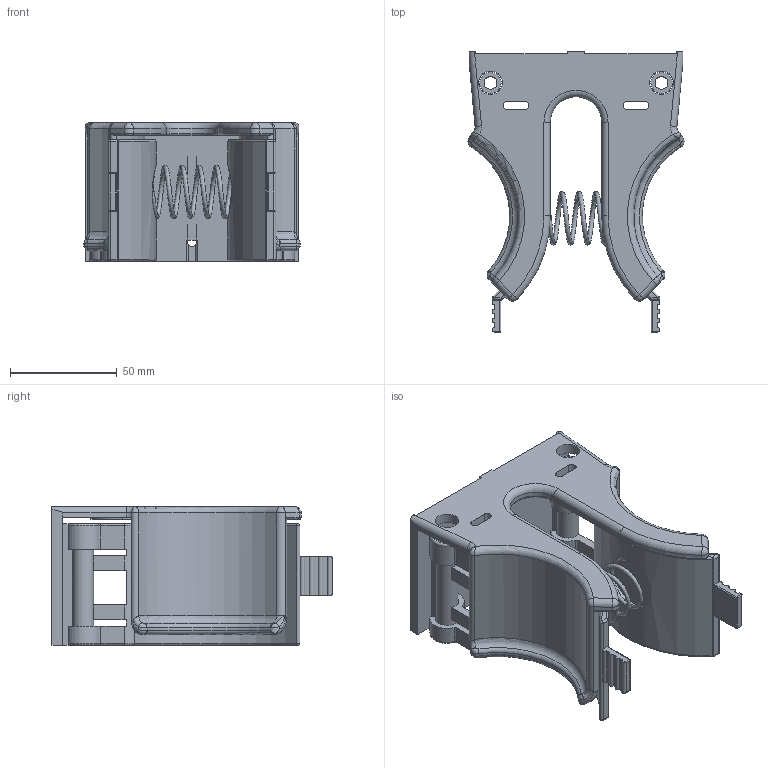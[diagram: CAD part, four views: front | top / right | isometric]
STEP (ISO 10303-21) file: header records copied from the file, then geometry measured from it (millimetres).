
FILE_DESCRIPTION(/* description */ ('Unknown'),/* implementation_level */ '2;1');
FILE_NAME(/* name */ 'APPENDI STIVALI ART. 121-A',/* time_stamp */ '2019-03-28T16:35:27+01:00',/* author */ ('Unknown'),/* organization */ ('Unknown'),/* preprocessor_version */ 'ST-DEVELOPER v16',/* originating_system */ 'DEX',/* authorisation */ $);
FILE_SCHEMA (('CONFIG_CONTROL_DESIGN'));
Length unit declared in the file: millimetre
Products named in the file (1): APPENDI STIVALI ART. 121-A
Bounding box: 101.02 x 131 x 65 mm (x, y, z)
Volume: 156399.2 mm3; surface area: 86911.9 mm2
Topology: 3 solids, 3 shells, 329 faces, 858 edges, 520 vertices
Faces by surface type: cylinder 126, plane 120, torus 46, bspline 21, sphere 16
Full cylindrical faces by diameter (mm): 6 x2, 11 x2, 26 x2
Entity records: 12923 total; most frequent: CARTESIAN_POINT 4271, DIRECTION 1727, ORIENTED_EDGE 1652, EDGE_CURVE 826, AXIS2_PLACEMENT_3D 662, VERTEX_POINT 515, LINE 403, VECTOR 403
